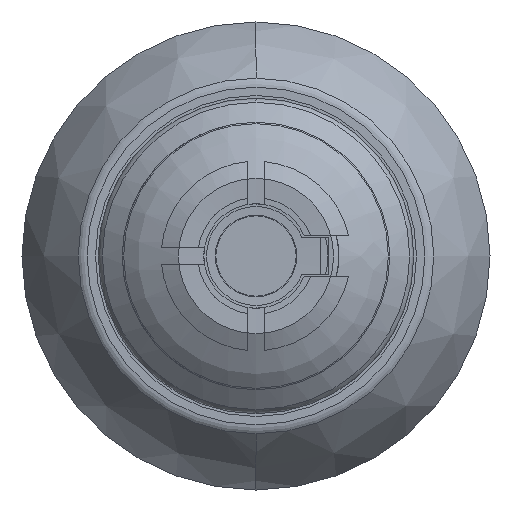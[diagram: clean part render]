
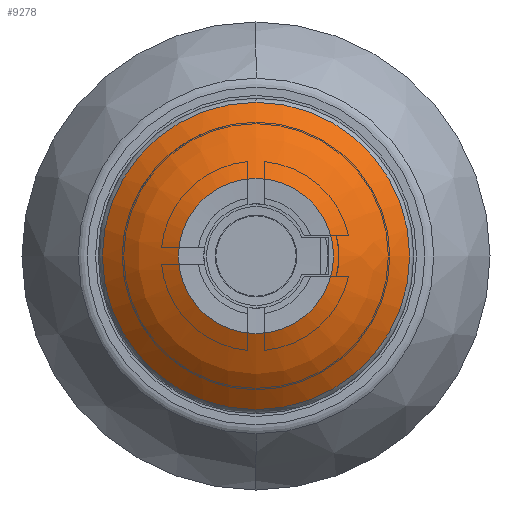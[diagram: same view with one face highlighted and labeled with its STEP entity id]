
A CAD part, front view. The second image highlights one B-rep face of the part: STEP entity #9278.
In plain terms, the highlighted spherical face has radius 8.269 mm.
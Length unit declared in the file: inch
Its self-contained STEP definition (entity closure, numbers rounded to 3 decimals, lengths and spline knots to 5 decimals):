
#115=SPHERICAL_SURFACE('',#9984,0.32557);
#784=CIRCLE('',#9980,0.11417);
#787=CIRCLE('',#9985,0.32557);
#788=CIRCLE('',#9986,0.22628);
#789=CIRCLE('',#9987,0.22628);
#790=CIRCLE('',#9988,0.22628);
#1358=FACE_OUTER_BOUND('',#1888,.T.);
#1888=EDGE_LOOP('',(#8096,#8097,#8098,#8099,#8100,#8101));
#4262=VERTEX_POINT('',#19643);
#4265=VERTEX_POINT('',#19652);
#4266=VERTEX_POINT('',#19654);
#4267=VERTEX_POINT('',#19656);
#5581=EDGE_CURVE('',#4262,#4262,#784,.T.);
#5585=EDGE_CURVE('',#4262,#4265,#787,.T.);
#5586=EDGE_CURVE('',#4266,#4265,#788,.T.);
#5587=EDGE_CURVE('',#4267,#4266,#789,.T.);
#5588=EDGE_CURVE('',#4265,#4267,#790,.T.);
#8096=ORIENTED_EDGE('',*,*,#5581,.F.);
#8097=ORIENTED_EDGE('',*,*,#5585,.T.);
#8098=ORIENTED_EDGE('',*,*,#5586,.F.);
#8099=ORIENTED_EDGE('',*,*,#5587,.F.);
#8100=ORIENTED_EDGE('',*,*,#5588,.F.);
#8101=ORIENTED_EDGE('',*,*,#5585,.F.);
#9278=ADVANCED_FACE('',(#1358),#115,.T.);
#9980=AXIS2_PLACEMENT_3D('',#19644,#11998,#11999);
#9984=AXIS2_PLACEMENT_3D('',#19651,#12007,#12008);
#9985=AXIS2_PLACEMENT_3D('',#19653,#12009,#12010);
#9986=AXIS2_PLACEMENT_3D('',#19655,#12011,#12012);
#9987=AXIS2_PLACEMENT_3D('',#19657,#12013,#12014);
#9988=AXIS2_PLACEMENT_3D('',#19658,#12015,#12016);
#11998=DIRECTION('center_axis',(0.,-1.,0.));
#11999=DIRECTION('ref_axis',(0.,0.,
1.));
#12007=DIRECTION('center_axis',(0.,1.,0.));
#12008=DIRECTION('ref_axis',(-1.,0.,0.));
#12009=DIRECTION('center_axis',(0.,0.,
1.));
#12010=DIRECTION('ref_axis',(1.,0.,0.));
#12011=DIRECTION('center_axis',(0.,1.,0.));
#12012=DIRECTION('ref_axis',(0.,0.,
-1.));
#12013=DIRECTION('center_axis',(0.,1.,0.));
#12014=DIRECTION('ref_axis',(0.,0.,
-1.));
#12015=DIRECTION('center_axis',(0.,1.,0.));
#12016=DIRECTION('ref_axis',(0.,0.,
-1.));
#19643=CARTESIAN_POINT('',(0.11417,-0.61024,0.));
#19644=CARTESIAN_POINT('Origin',(0.,-0.61024,
0.));
#19651=CARTESIAN_POINT('Origin',(0.,-0.30535,
0.));
#19652=CARTESIAN_POINT('',(0.22628,-0.53942,0.));
#19653=CARTESIAN_POINT('Origin',(0.,-0.30535,
0.));
#19654=CARTESIAN_POINT('',(0.,-0.53942,0.22628));
#19655=CARTESIAN_POINT('Origin',(0.,-0.53942,
0.));
#19656=CARTESIAN_POINT('',(0.,-0.53942,-0.22628));
#19657=CARTESIAN_POINT('Origin',(0.,-0.53942,
0.));
#19658=CARTESIAN_POINT('Origin',(0.,-0.53942,
0.));
